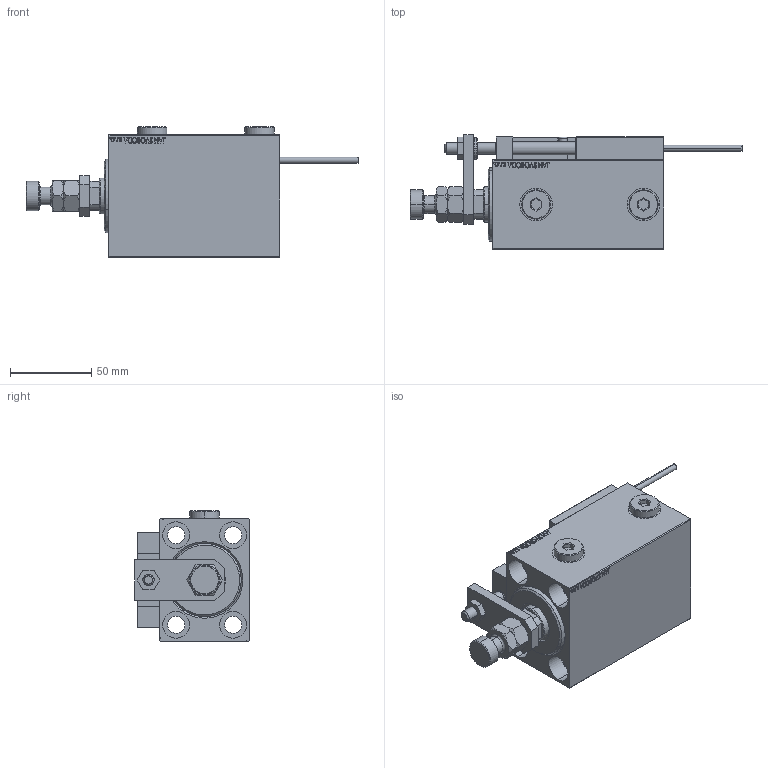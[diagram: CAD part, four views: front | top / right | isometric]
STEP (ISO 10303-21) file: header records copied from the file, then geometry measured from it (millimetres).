
FILE_DESCRIPTION (( 'STEP AP203' ), '1' );
FILE_NAME ('03ca.STEP', '2024-02-12T05:02:01', ( '' ), ( '' ), 'SwSTEP 2.0', 'SolidWorks 2019', '' );
FILE_SCHEMA (( 'CONFIG_CONTROL_DESIGN' ));
Length unit declared in the file: millimetre
Products named in the file (17): 03ca; MAGNET ca7619ba0bf9ba92bb24b2f33fde713d; SWITCH_X_FRONT_BACK ca7619ba0bf9ba92bb24b2f33fde713d; TYC_L79 ca7619ba0bf9ba92bb24b2f33fde713d; NUT_D12 ca7619ba0bf9ba92bb24b2f33fde713d; X_Y_MFA ca7619ba0bf9ba92bb24b2f33fde713d; Block ca7619ba0bf9ba92bb24b2f33fde713d; Zatka_OIL_PORT ca7619ba0bf9ba92bb24b2f33fde713d; SWITCH DIM B,W ca7619ba0bf9ba92bb24b2f33fde713d; KONCOVKA ca7619ba0bf9ba92bb24b2f33fde713d; V450CM_C_VCP ca7619ba0bf9ba92bb24b2f33fde713d; ALLEN BOLT D5 ca7619ba0bf9ba92bb24b2f33fde713d; ZARAZKA ca7619ba0bf9ba92bb24b2f33fde713d; SWITCH X ca7619ba0bf9ba92bb24b2f33fde713d; ALLEN BOLT D8 ca7619ba0bf9ba92bb24b2f33fde713d; V450CM_VC_B ca7619ba0bf9ba92bb24b2f33fde713d; V450CM_C_Body ca7619ba0bf9ba92bb24b2f33fde713d
Assembly tree (27 placements, depth 3):
  03ca
    V450CM_C_Body ca7619ba0bf9ba92bb24b2f33fde713d
    SWITCH X ca7619ba0bf9ba92bb24b2f33fde713d
      SWITCH_X_FRONT_BACK ca7619ba0bf9ba92bb24b2f33fde713d  x2
      TYC_L79 ca7619ba0bf9ba92bb24b2f33fde713d
      Block ca7619ba0bf9ba92bb24b2f33fde713d  x2
      ALLEN BOLT D5 ca7619ba0bf9ba92bb24b2f33fde713d  x4
      ALLEN BOLT D8 ca7619ba0bf9ba92bb24b2f33fde713d  x4
      MAGNET ca7619ba0bf9ba92bb24b2f33fde713d  x2
      KONCOVKA ca7619ba0bf9ba92bb24b2f33fde713d  x2
    NUT_D12 ca7619ba0bf9ba92bb24b2f33fde713d
    SWITCH DIM B,W ca7619ba0bf9ba92bb24b2f33fde713d
    ZARAZKA ca7619ba0bf9ba92bb24b2f33fde713d
    V450CM_C_VCP ca7619ba0bf9ba92bb24b2f33fde713d
    V450CM_VC_B ca7619ba0bf9ba92bb24b2f33fde713d
    X_Y_MFA ca7619ba0bf9ba92bb24b2f33fde713d
    Zatka_OIL_PORT ca7619ba0bf9ba92bb24b2f33fde713d  x2
Bounding box: 204 x 70.5 x 79.9 mm (x, y, z)
Volume: 421892.4 mm3; surface area: 107684.3 mm2
Topology: 26 solids, 26 shells, 1388 faces, 3294 edges, 2093 vertices
Faces by surface type: plane 610, bspline 380, cylinder 208, cone 138, torus 48, sphere 4
Entity records: 53157 total; most frequent: CARTESIAN_POINT 26828, ORIENTED_EDGE 5528, DIRECTION 3836, EDGE_CURVE 2764, VERTEX_POINT 1793, LINE 1554, VECTOR 1554, EDGE_LOOP 1289
